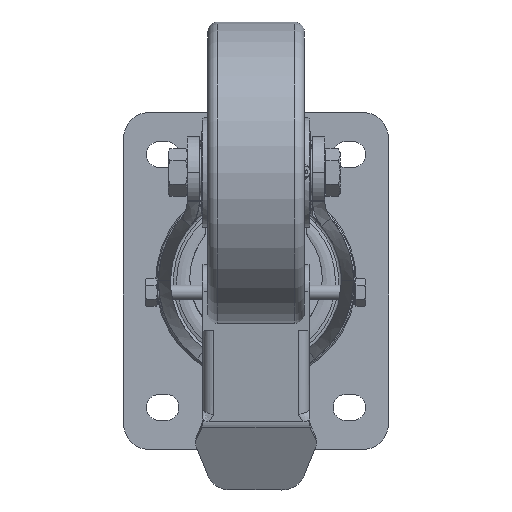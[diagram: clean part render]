
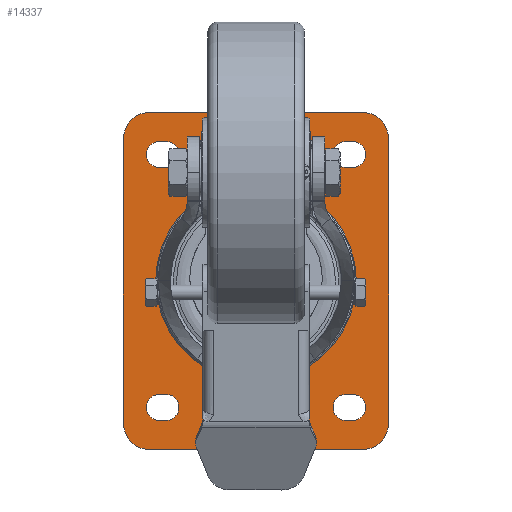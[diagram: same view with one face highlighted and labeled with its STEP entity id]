
A CAD part, front view. The second image highlights one B-rep face of the part: STEP entity #14337.
In plain terms, the highlighted planar face has unit normal (0, -1, 0).
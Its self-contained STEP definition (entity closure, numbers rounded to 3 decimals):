
#392=PLANE($,#15394);
#1135=LINE($,#23118,#2224);
#1136=LINE($,#23122,#2225);
#1137=LINE($,#23126,#2226);
#1138=LINE($,#23130,#2227);
#1139=LINE($,#23134,#2228);
#1140=LINE($,#23138,#2229);
#1141=LINE($,#23144,#2230);
#1142=LINE($,#23147,#2231);
#1143=LINE($,#23152,#2232);
#1144=LINE($,#23155,#2233);
#1145=LINE($,#23158,#2234);
#1146=LINE($,#23162,#2235);
#2224=VECTOR($,#17073,88.);
#2225=VECTOR($,#17076,118.);
#2226=VECTOR($,#17079,88.);
#2227=VECTOR($,#17082,118.);
#2228=VECTOR($,#17085,2.5);
#2229=VECTOR($,#17088,2.5);
#2230=VECTOR($,#17093,2.5);
#2231=VECTOR($,#17096,2.5);
#2232=VECTOR($,#17099,2.5);
#2233=VECTOR($,#17102,2.5);
#2234=VECTOR($,#17103,2.5);
#2235=VECTOR($,#17106,2.5);
#3422=FACE_BOUND($,#5113,.T.);
#3423=FACE_BOUND($,#5114,.T.);
#3424=FACE_BOUND($,#5115,.T.);
#3425=FACE_BOUND($,#5116,.T.);
#3426=FACE_BOUND($,#5117,.T.);
#4150=FACE_OUTER_BOUND($,#5112,.T.);
#5112=EDGE_LOOP($,(#10672,#10673,#10674,#10675,#10676,#10677,#10678,#10679));
#5113=EDGE_LOOP($,(#10680,#10681,#10682,#10683));
#5114=EDGE_LOOP($,(#10684,#10685,#10686,#10687));
#5115=EDGE_LOOP($,(#10688,#10689,#10690,#10691));
#5116=EDGE_LOOP($,(#10692,#10693,#10694,#10695));
#5117=EDGE_LOOP($,(#10696));
#6035=CIRCLE($,#15184,41.649);
#6131=CIRCLE($,#15395,11.);
#6132=CIRCLE($,#15396,11.);
#6133=CIRCLE($,#15397,11.);
#6134=CIRCLE($,#15398,11.);
#6135=CIRCLE($,#15399,5.5);
#6136=CIRCLE($,#15400,5.5);
#6137=CIRCLE($,#15401,5.5);
#6138=CIRCLE($,#15402,5.5);
#6139=CIRCLE($,#15403,5.5);
#6140=CIRCLE($,#15404,5.5);
#6141=CIRCLE($,#15405,5.5);
#6142=CIRCLE($,#15406,5.5);
#6443=VERTEX_POINT($,#20331);
#6910=VERTEX_POINT($,#23116);
#6911=VERTEX_POINT($,#23117);
#6912=VERTEX_POINT($,#23119);
#6913=VERTEX_POINT($,#23121);
#6914=VERTEX_POINT($,#23123);
#6915=VERTEX_POINT($,#23125);
#6916=VERTEX_POINT($,#23127);
#6917=VERTEX_POINT($,#23129);
#6918=VERTEX_POINT($,#23132);
#6919=VERTEX_POINT($,#23133);
#6920=VERTEX_POINT($,#23135);
#6921=VERTEX_POINT($,#23137);
#6922=VERTEX_POINT($,#23140);
#6923=VERTEX_POINT($,#23141);
#6924=VERTEX_POINT($,#23143);
#6925=VERTEX_POINT($,#23145);
#6926=VERTEX_POINT($,#23148);
#6927=VERTEX_POINT($,#23149);
#6928=VERTEX_POINT($,#23151);
#6929=VERTEX_POINT($,#23153);
#6930=VERTEX_POINT($,#23156);
#6931=VERTEX_POINT($,#23157);
#6932=VERTEX_POINT($,#23159);
#6933=VERTEX_POINT($,#23161);
#7848=EDGE_CURVE($,#6443,#6443,#6035,.T.);
#8385=EDGE_CURVE($,#6910,#6911,#1135,.T.);
#8386=EDGE_CURVE($,#6911,#6912,#6131,.T.);
#8387=EDGE_CURVE($,#6912,#6913,#1136,.T.);
#8388=EDGE_CURVE($,#6913,#6914,#6132,.T.);
#8389=EDGE_CURVE($,#6914,#6915,#1137,.T.);
#8390=EDGE_CURVE($,#6915,#6916,#6133,.T.);
#8391=EDGE_CURVE($,#6916,#6917,#1138,.T.);
#8392=EDGE_CURVE($,#6917,#6910,#6134,.T.);
#8393=EDGE_CURVE($,#6918,#6919,#1139,.T.);
#8394=EDGE_CURVE($,#6919,#6920,#6135,.T.);
#8395=EDGE_CURVE($,#6920,#6921,#1140,.T.);
#8396=EDGE_CURVE($,#6921,#6918,#6136,.T.);
#8397=EDGE_CURVE($,#6922,#6923,#6137,.T.);
#8398=EDGE_CURVE($,#6923,#6924,#1141,.T.);
#8399=EDGE_CURVE($,#6924,#6925,#6138,.T.);
#8400=EDGE_CURVE($,#6925,#6922,#1142,.T.);
#8401=EDGE_CURVE($,#6926,#6927,#6139,.T.);
#8402=EDGE_CURVE($,#6927,#6928,#1143,.T.);
#8403=EDGE_CURVE($,#6928,#6929,#6140,.T.);
#8404=EDGE_CURVE($,#6929,#6926,#1144,.T.);
#8405=EDGE_CURVE($,#6930,#6931,#1145,.T.);
#8406=EDGE_CURVE($,#6931,#6932,#6141,.T.);
#8407=EDGE_CURVE($,#6932,#6933,#1146,.T.);
#8408=EDGE_CURVE($,#6933,#6930,#6142,.T.);
#10672=ORIENTED_EDGE($,*,*,#8385,.T.);
#10673=ORIENTED_EDGE($,*,*,#8386,.T.);
#10674=ORIENTED_EDGE($,*,*,#8387,.T.);
#10675=ORIENTED_EDGE($,*,*,#8388,.T.);
#10676=ORIENTED_EDGE($,*,*,#8389,.T.);
#10677=ORIENTED_EDGE($,*,*,#8390,.T.);
#10678=ORIENTED_EDGE($,*,*,#8391,.T.);
#10679=ORIENTED_EDGE($,*,*,#8392,.T.);
#10680=ORIENTED_EDGE($,*,*,#8393,.T.);
#10681=ORIENTED_EDGE($,*,*,#8394,.T.);
#10682=ORIENTED_EDGE($,*,*,#8395,.T.);
#10683=ORIENTED_EDGE($,*,*,#8396,.T.);
#10684=ORIENTED_EDGE($,*,*,#8397,.T.);
#10685=ORIENTED_EDGE($,*,*,#8398,.T.);
#10686=ORIENTED_EDGE($,*,*,#8399,.T.);
#10687=ORIENTED_EDGE($,*,*,#8400,.T.);
#10688=ORIENTED_EDGE($,*,*,#8401,.T.);
#10689=ORIENTED_EDGE($,*,*,#8402,.T.);
#10690=ORIENTED_EDGE($,*,*,#8403,.T.);
#10691=ORIENTED_EDGE($,*,*,#8404,.T.);
#10692=ORIENTED_EDGE($,*,*,#8405,.T.);
#10693=ORIENTED_EDGE($,*,*,#8406,.T.);
#10694=ORIENTED_EDGE($,*,*,#8407,.T.);
#10695=ORIENTED_EDGE($,*,*,#8408,.T.);
#10696=ORIENTED_EDGE($,*,*,#7848,.T.);
#14337=ADVANCED_FACE($,(#4150,#3422,#3423,#3424,#3425,#3426),#392,.T.);
#15184=AXIS2_PLACEMENT_3D($,#20332,#16390,#16391);
#15394=AXIS2_PLACEMENT_3D($,#23115,#17071,#17072);
#15395=AXIS2_PLACEMENT_3D($,#23120,#17074,#17075);
#15396=AXIS2_PLACEMENT_3D($,#23124,#17077,#17078);
#15397=AXIS2_PLACEMENT_3D($,#23128,#17080,#17081);
#15398=AXIS2_PLACEMENT_3D($,#23131,#17083,#17084);
#15399=AXIS2_PLACEMENT_3D($,#23136,#17086,#17087);
#15400=AXIS2_PLACEMENT_3D($,#23139,#17089,#17090);
#15401=AXIS2_PLACEMENT_3D($,#23142,#17091,#17092);
#15402=AXIS2_PLACEMENT_3D($,#23146,#17094,#17095);
#15403=AXIS2_PLACEMENT_3D($,#23150,#17097,#17098);
#15404=AXIS2_PLACEMENT_3D($,#23154,#17100,#17101);
#15405=AXIS2_PLACEMENT_3D($,#23160,#17104,#17105);
#15406=AXIS2_PLACEMENT_3D($,#23163,#17107,#17108);
#16390=DIRECTION('center_axis',(0.,1.,0.));
#16391=DIRECTION('ref_axis',(0.,0.,1.));
#17071=DIRECTION('center_axis',(0.,-1.,0.));
#17072=DIRECTION('ref_axis',(0.,0.,-1.));
#17073=DIRECTION($,(1.,0.,0.));
#17074=DIRECTION('center_axis',(0.,-1.,0.));
#17075=DIRECTION('ref_axis',(0.,0.,1.));
#17076=DIRECTION($,(0.,0.,1.));
#17077=DIRECTION('center_axis',(0.,-1.,0.));
#17078=DIRECTION('ref_axis',(0.,0.,1.));
#17079=DIRECTION($,(-1.,0.,0.));
#17080=DIRECTION('center_axis',(0.,-1.,0.));
#17081=DIRECTION('ref_axis',(0.,0.,1.));
#17082=DIRECTION($,(0.,0.,-1.));
#17083=DIRECTION('center_axis',(0.,-1.,0.));
#17084=DIRECTION('ref_axis',(0.,0.,1.));
#17085=DIRECTION($,(1.,0.,0.));
#17086=DIRECTION('center_axis',(0.,1.,0.));
#17087=DIRECTION('ref_axis',(0.,0.,1.));
#17088=DIRECTION($,(-1.,0.,0.));
#17089=DIRECTION('center_axis',(0.,1.,0.));
#17090=DIRECTION('ref_axis',(0.,0.,1.));
#17091=DIRECTION('center_axis',(0.,1.,0.));
#17092=DIRECTION('ref_axis',(0.,0.,1.));
#17093=DIRECTION($,(-1.,0.,0.));
#17094=DIRECTION('center_axis',(0.,1.,0.));
#17095=DIRECTION('ref_axis',(0.,0.,1.));
#17096=DIRECTION($,(1.,0.,0.));
#17097=DIRECTION('center_axis',(0.,1.,0.));
#17098=DIRECTION('ref_axis',(0.,0.,1.));
#17099=DIRECTION($,(1.,0.,0.));
#17100=DIRECTION('center_axis',(0.,1.,0.));
#17101=DIRECTION('ref_axis',(0.,0.,1.));
#17102=DIRECTION($,(-1.,0.,0.));
#17103=DIRECTION($,(-1.,0.,0.));
#17104=DIRECTION('center_axis',(0.,1.,0.));
#17105=DIRECTION('ref_axis',(0.,0.,1.));
#17106=DIRECTION($,(1.,0.,0.));
#17107=DIRECTION('center_axis',(0.,1.,0.));
#17108=DIRECTION('ref_axis',(0.,0.,1.));
#20331=CARTESIAN_POINT('',(0.,96.458,-3.351));
#20332=CARTESIAN_POINT('Origin',(0.,96.458,-45.));
#23115=CARTESIAN_POINT('Origin',(0.,96.458,-45.));
#23116=CARTESIAN_POINT('',(-44.,96.458,-115.));
#23117=CARTESIAN_POINT('',(44.,96.458,-115.));
#23118=CARTESIAN_POINT($,(0.,96.458,-115.));
#23119=CARTESIAN_POINT('',(55.,96.458,-104.));
#23120=CARTESIAN_POINT('Origin',(44.,96.458,-104.));
#23121=CARTESIAN_POINT('',(55.,96.458,14.));
#23122=CARTESIAN_POINT($,(55.,96.458,-45.));
#23123=CARTESIAN_POINT('',(44.,96.458,25.));
#23124=CARTESIAN_POINT('Origin',(44.,96.458,14.));
#23125=CARTESIAN_POINT('',(-44.,96.458,25.));
#23126=CARTESIAN_POINT($,(0.,96.458,25.));
#23127=CARTESIAN_POINT('',(-55.,96.458,14.));
#23128=CARTESIAN_POINT('Origin',(-44.,96.458,14.));
#23129=CARTESIAN_POINT('',(-55.,96.458,-104.));
#23130=CARTESIAN_POINT($,(-55.,96.458,-45.));
#23131=CARTESIAN_POINT('Origin',(-44.,96.458,-104.));
#23132=CARTESIAN_POINT('',(-40.,96.458,13.));
#23133=CARTESIAN_POINT('',(-37.5,96.458,13.));
#23134=CARTESIAN_POINT($,(0.,96.458,13.));
#23135=CARTESIAN_POINT('',(-37.5,96.458,2.));
#23136=CARTESIAN_POINT('Origin',(-37.5,96.458,7.5));
#23137=CARTESIAN_POINT('',(-40.,96.458,2.));
#23138=CARTESIAN_POINT($,(0.,96.458,2.));
#23139=CARTESIAN_POINT('Origin',(-40.,96.458,7.5));
#23140=CARTESIAN_POINT('',(-37.5,96.458,-92.));
#23141=CARTESIAN_POINT('',(-37.5,96.458,-103.));
#23142=CARTESIAN_POINT('Origin',(-37.5,96.458,-97.5));
#23143=CARTESIAN_POINT('',(-40.,96.458,-103.));
#23144=CARTESIAN_POINT($,(0.,96.458,-103.));
#23145=CARTESIAN_POINT('',(-40.,96.458,-92.));
#23146=CARTESIAN_POINT('Origin',(-40.,96.458,-97.5));
#23147=CARTESIAN_POINT($,(0.,96.458,-92.));
#23148=CARTESIAN_POINT('',(37.5,96.458,-103.));
#23149=CARTESIAN_POINT('',(37.5,96.458,-92.));
#23150=CARTESIAN_POINT('Origin',(37.5,96.458,-97.5));
#23151=CARTESIAN_POINT('',(40.,96.458,-92.));
#23152=CARTESIAN_POINT($,(0.,96.458,-92.));
#23153=CARTESIAN_POINT('',(40.,96.458,-103.));
#23154=CARTESIAN_POINT('Origin',(40.,96.458,-97.5));
#23155=CARTESIAN_POINT($,(0.,96.458,-103.));
#23156=CARTESIAN_POINT('',(40.,96.458,2.));
#23157=CARTESIAN_POINT('',(37.5,96.458,2.));
#23158=CARTESIAN_POINT($,(0.,96.458,2.));
#23159=CARTESIAN_POINT('',(37.5,96.458,13.));
#23160=CARTESIAN_POINT('Origin',(37.5,96.458,7.5));
#23161=CARTESIAN_POINT('',(40.,96.458,13.));
#23162=CARTESIAN_POINT($,(0.,96.458,13.));
#23163=CARTESIAN_POINT('Origin',(40.,96.458,7.5));
